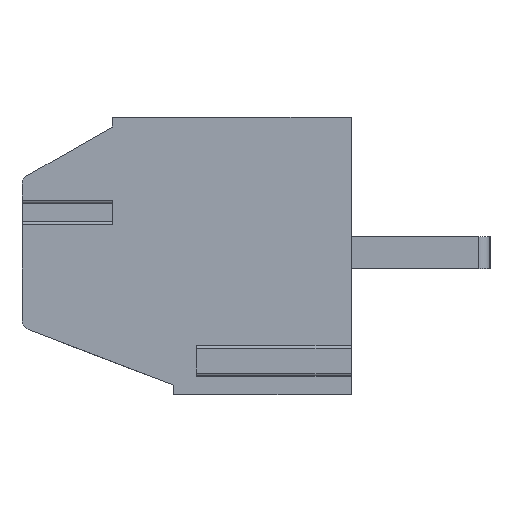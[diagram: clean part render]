
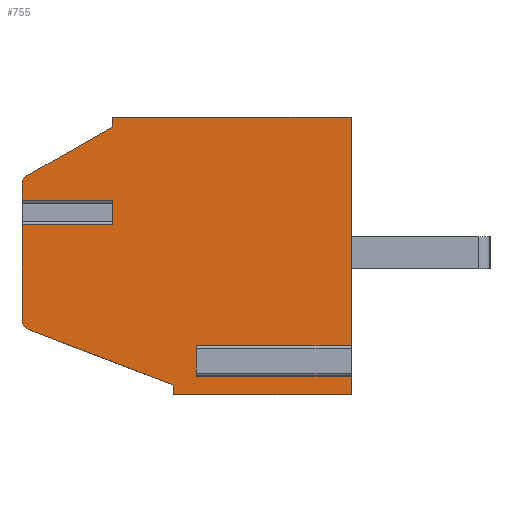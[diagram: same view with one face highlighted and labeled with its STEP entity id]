
A CAD part, left-side view. The second image highlights one B-rep face of the part: STEP entity #755.
In plain terms, the highlighted planar face has unit normal (-1, 0, 0).
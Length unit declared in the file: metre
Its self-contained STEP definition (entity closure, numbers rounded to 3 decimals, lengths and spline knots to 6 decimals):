
#755=ADVANCED_FACE('',(#1715),#1716,.T.);
#1715=FACE_OUTER_BOUND('',#2882,.T.);
#1716=PLANE('',#2883);
#2882=EDGE_LOOP('',(#5125,#5126,#5127,#5128,#5129,#5130,#5131,#5132,#5133,#5134,#5135,#5136,#5137,#5138,#5139,#5140,#5141,#5142));
#2883=AXIS2_PLACEMENT_3D('',#5143,#5144,#5145);
#5125=ORIENTED_EDGE('',*,*,#7715,.T.);
#5126=ORIENTED_EDGE('',*,*,#7790,.T.);
#5127=ORIENTED_EDGE('',*,*,#7565,.T.);
#5128=ORIENTED_EDGE('',*,*,#7791,.T.);
#5129=ORIENTED_EDGE('',*,*,#7551,.T.);
#5130=ORIENTED_EDGE('',*,*,#7792,.F.);
#5131=ORIENTED_EDGE('',*,*,#7793,.F.);
#5132=ORIENTED_EDGE('',*,*,#7794,.F.);
#5133=ORIENTED_EDGE('',*,*,#7795,.T.);
#5134=ORIENTED_EDGE('',*,*,#7796,.F.);
#5135=ORIENTED_EDGE('',*,*,#7797,.T.);
#5136=ORIENTED_EDGE('',*,*,#7798,.T.);
#5137=ORIENTED_EDGE('',*,*,#7651,.T.);
#5138=ORIENTED_EDGE('',*,*,#7799,.T.);
#5139=ORIENTED_EDGE('',*,*,#7721,.T.);
#5140=ORIENTED_EDGE('',*,*,#7800,.T.);
#5141=ORIENTED_EDGE('',*,*,#7801,.F.);
#5142=ORIENTED_EDGE('',*,*,#7802,.T.);
#5143=CARTESIAN_POINT('',(0.0,0.0099,-0.002078));
#5144=DIRECTION('',(-1.0,0.,0.0));
#5145=DIRECTION('',(0.0,0.0,1.0));
#7551=EDGE_CURVE('',#9332,#9334,#9336,.T.);
#7565=EDGE_CURVE('',#9353,#9355,#9357,.T.);
#7651=EDGE_CURVE('',#9484,#9486,#9488,.T.);
#7715=EDGE_CURVE('',#9579,#9577,#9580,.T.);
#7721=EDGE_CURVE('',#9589,#9587,#9590,.T.);
#7790=EDGE_CURVE('',#9577,#9353,#9693,.T.);
#7791=EDGE_CURVE('',#9355,#9332,#9694,.T.);
#7792=EDGE_CURVE('',#9695,#9334,#9696,.T.);
#7793=EDGE_CURVE('',#9697,#9695,#9698,.T.);
#7794=EDGE_CURVE('',#9699,#9697,#9700,.T.);
#7795=EDGE_CURVE('',#9699,#9701,#9702,.T.);
#7796=EDGE_CURVE('',#9703,#9701,#9704,.T.);
#7797=EDGE_CURVE('',#9703,#9705,#9706,.T.);
#7798=EDGE_CURVE('',#9705,#9484,#9707,.T.);
#7799=EDGE_CURVE('',#9486,#9589,#9708,.T.);
#7800=EDGE_CURVE('',#9587,#9709,#9710,.T.);
#7801=EDGE_CURVE('',#9711,#9709,#9712,.T.);
#7802=EDGE_CURVE('',#9711,#9579,#9713,.T.);
#9332=VERTEX_POINT('',#11781);
#9334=VERTEX_POINT('',#11784);
#9336=CIRCLE('',#11787,0.0003);
#9353=VERTEX_POINT('',#11809);
#9355=VERTEX_POINT('',#11812);
#9357=LINE('',#11815,#11816);
#9484=VERTEX_POINT('',#11996);
#9486=VERTEX_POINT('',#11999);
#9488=LINE('',#12002,#12003);
#9577=VERTEX_POINT('',#12139);
#9579=VERTEX_POINT('',#12142);
#9580=LINE('',#12143,#12144);
#9587=VERTEX_POINT('',#12153);
#9589=VERTEX_POINT('',#12155);
#9590=LINE('',#12156,#12157);
#9693=LINE('',#12328,#12329);
#9694=LINE('',#12330,#12331);
#9695=VERTEX_POINT('',#12332);
#9696=LINE('',#12333,#12334);
#9697=VERTEX_POINT('',#12335);
#9698=LINE('',#12336,#12337);
#9699=VERTEX_POINT('',#12338);
#9700=LINE('',#12339,#12340);
#9701=VERTEX_POINT('',#12341);
#9702=LINE('',#12342,#12343);
#9703=VERTEX_POINT('',#12344);
#9704=LINE('',#12345,#12346);
#9705=VERTEX_POINT('',#12347);
#9706=CIRCLE('',#12348,0.0003);
#9707=LINE('',#12349,#12350);
#9708=LINE('',#12351,#12352);
#9709=VERTEX_POINT('',#12353);
#9710=LINE('',#12354,#12355);
#9711=VERTEX_POINT('',#12356);
#9712=LINE('',#12357,#12358);
#9713=LINE('',#12359,#12360);
#11781=CARTESIAN_POINT('',(0.0,0.010049,-0.001818));
#11784=CARTESIAN_POINT('',(0.0,0.0102,-0.002078));
#11787=AXIS2_PLACEMENT_3D('',#13759,#13760,#13761);
#11809=CARTESIAN_POINT('',(0.0,0.0074,0.0));
#11812=CARTESIAN_POINT('',(0.0,0.0074,-0.000304));
#11815=CARTESIAN_POINT('',(0.0,0.0074,-0.000304));
#11816=VECTOR('',#13778,1.0);
#11996=CARTESIAN_POINT('',(0.0,0.0055,-0.0083));
#11999=CARTESIAN_POINT('',(0.0,0.0055,-0.0086));
#12002=CARTESIAN_POINT('',(0.0,0.0055,-0.0086));
#12003=VECTOR('',#13861,1.0);
#12139=CARTESIAN_POINT('',(0.0,0.0,0.0));
#12142=CARTESIAN_POINT('',(0.0,0.0,-0.007173));
#12143=CARTESIAN_POINT('',(0.0,0.0,0.0));
#12144=VECTOR('',#13919,1.0);
#12153=CARTESIAN_POINT('',(0.0,0.0,-0.007927));
#12155=CARTESIAN_POINT('',(0.0,0.0,-0.0086));
#12156=CARTESIAN_POINT('',(0.0,0.0,0.0));
#12157=VECTOR('',#13931,1.0);
#12328=CARTESIAN_POINT('',(0.0,0.0074,0.0));
#12329=VECTOR('',#13995,1.0);
#12330=CARTESIAN_POINT('',(0.0,0.010049,-0.001818));
#12331=VECTOR('',#13996,1.0);
#12332=CARTESIAN_POINT('',(0.,0.0102,-0.002573));
#12333=CARTESIAN_POINT('',(0.0,0.0102,-0.006298));
#12334=VECTOR('',#13997,1.0);
#12335=CARTESIAN_POINT('',(0.,0.0074,-0.002573));
#12336=CARTESIAN_POINT('',(0.,-0.004301,-0.002573));
#12337=VECTOR('',#13998,1.0);
#12338=CARTESIAN_POINT('',(0.,0.0074,-0.003327));
#12339=CARTESIAN_POINT('',(0.0,0.0074,-0.006298));
#12340=VECTOR('',#13999,1.0);
#12341=CARTESIAN_POINT('',(0.,0.0102,-0.003327));
#12342=CARTESIAN_POINT('',(0.,-0.004301,-0.003327));
#12343=VECTOR('',#14000,1.0);
#12344=CARTESIAN_POINT('',(0.0,0.0102,-0.006298));
#12345=CARTESIAN_POINT('',(0.0,0.0102,-0.006298));
#12346=VECTOR('',#14001,1.0);
#12347=CARTESIAN_POINT('',(0.0,0.010007,-0.006578));
#12348=AXIS2_PLACEMENT_3D('',#14002,#14003,#14004);
#12349=CARTESIAN_POINT('',(0.0,0.0055,-0.0083));
#12350=VECTOR('',#14005,1.0);
#12351=CARTESIAN_POINT('',(0.0,0.0,-0.0086));
#12352=VECTOR('',#14006,1.0);
#12353=CARTESIAN_POINT('',(0.,0.0048,-0.007927));
#12354=CARTESIAN_POINT('',(0.0,0.0048,-0.007927));
#12355=VECTOR('',#14007,1.0);
#12356=CARTESIAN_POINT('',(0.0,0.0048,-0.007173));
#12357=CARTESIAN_POINT('',(0.0,0.0048,-0.007754));
#12358=VECTOR('',#14008,1.0);
#12359=CARTESIAN_POINT('',(0.0,0.0,-0.007173));
#12360=VECTOR('',#14009,1.0);
#13759=CARTESIAN_POINT('',(0.0,0.0099,-0.002078));
#13760=DIRECTION('',(-1.0,0.,0.0));
#13761=DIRECTION('',(0.0,0.0,1.0));
#13778=DIRECTION('',(0.0,0.0,-1.0));
#13861=DIRECTION('',(0.0,0.0,-1.0));
#13919=DIRECTION('',(0.0,0.0,1.0));
#13931=DIRECTION('',(0.0,0.0,1.0));
#13995=DIRECTION('',(0.0,1.0,0.0));
#13996=DIRECTION('',(0.0,0.868,-0.496));
#13997=DIRECTION('',(0.0,0.0,1.0));
#13998=DIRECTION('',(0.0,1.0,0.0));
#13999=DIRECTION('',(0.0,0.0,1.0));
#14000=DIRECTION('',(0.0,1.0,0.0));
#14001=DIRECTION('',(0.0,0.0,1.0));
#14002=CARTESIAN_POINT('',(0.0,0.0099,-0.006298));
#14003=DIRECTION('',(-1.0,0.,0.0));
#14004=DIRECTION('',(0.0,0.0,1.0));
#14005=DIRECTION('',(0.0,-0.934,-0.357));
#14006=DIRECTION('',(0.0,-1.0,0.));
#14007=DIRECTION('',(0.0,1.0,0.0));
#14008=DIRECTION('',(0.0,0.0,-1.0));
#14009=DIRECTION('',(0.0,-1.0,0.0));
